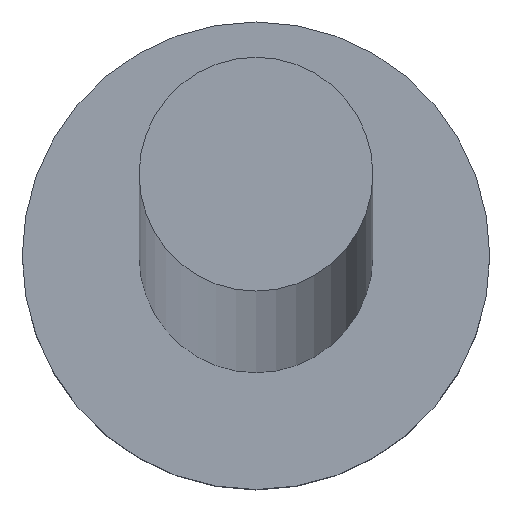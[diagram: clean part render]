
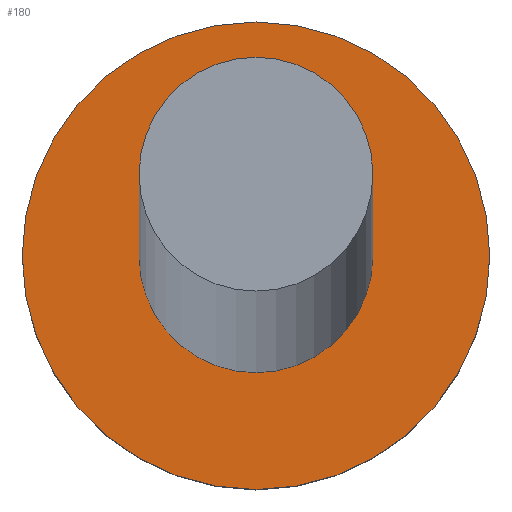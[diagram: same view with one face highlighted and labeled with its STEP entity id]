
A CAD part, top view. The second image highlights one B-rep face of the part: STEP entity #180.
In plain terms, the highlighted planar face has unit normal (0, 0, 1).
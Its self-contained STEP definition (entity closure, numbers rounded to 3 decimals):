
#6 = CARTESIAN_POINT ( 'NONE',  ( -1., 0., 2. ) ) ;
#7 = EDGE_LOOP ( 'NONE', ( #121, #231 ) ) ;
#11 = AXIS2_PLACEMENT_3D ( 'NONE', #57, #127, #241 ) ;
#20 = FACE_BOUND ( 'NONE', #7, .T. ) ;
#24 = DIRECTION ( 'NONE',  ( 0., 0., 1. ) ) ;
#25 = CARTESIAN_POINT ( 'NONE',  ( 0., 0., 2. ) ) ;
#27 = AXIS2_PLACEMENT_3D ( 'NONE', #25, #24, #181 ) ;
#32 = CIRCLE ( 'NONE', #175, 2. ) ;
#33 = DIRECTION ( 'NONE',  ( 0., 0., 1. ) ) ;
#34 = VERTEX_POINT ( 'NONE', #6 ) ;
#52 = ORIENTED_EDGE ( 'NONE', *, *, #197, .T. ) ;
#57 = CARTESIAN_POINT ( 'NONE',  ( 0., 0., 2. ) ) ;
#62 = DIRECTION ( 'NONE',  ( 0., 0., 1. ) ) ;
#65 = EDGE_CURVE ( 'NONE', #95, #182, #32, .T. ) ;
#67 = CIRCLE ( 'NONE', #27, 2. ) ;
#84 = CARTESIAN_POINT ( 'NONE',  ( 2., 0., 2. ) ) ;
#92 = CARTESIAN_POINT ( 'NONE',  ( -2., 0., 2. ) ) ;
#95 = VERTEX_POINT ( 'NONE', #92 ) ;
#103 = CARTESIAN_POINT ( 'NONE',  ( 0., 0., 2. ) ) ;
#104 = VERTEX_POINT ( 'NONE', #195 ) ;
#106 = ORIENTED_EDGE ( 'NONE', *, *, #65, .T. ) ;
#109 = PLANE ( 'NONE',  #11 ) ;
#121 = ORIENTED_EDGE ( 'NONE', *, *, #153, .F. ) ;
#127 = DIRECTION ( 'NONE',  ( 0., 0., 1. ) ) ;
#130 = CARTESIAN_POINT ( 'NONE',  ( 0., 0., 2. ) ) ;
#147 = FACE_OUTER_BOUND ( 'NONE', #161, .T. ) ;
#153 = EDGE_CURVE ( 'NONE', #34, #104, #254, .T. ) ;
#155 = AXIS2_PLACEMENT_3D ( 'NONE', #103, #221, #157 ) ;
#157 = DIRECTION ( 'NONE',  ( 1., 0., 0. ) ) ;
#161 = EDGE_LOOP ( 'NONE', ( #106, #52 ) ) ;
#175 = AXIS2_PLACEMENT_3D ( 'NONE', #130, #33, #253 ) ;
#176 = CIRCLE ( 'NONE', #155, 1. ) ;
#180 = ADVANCED_FACE ( 'NONE', ( #20, #147 ), #109, .T. ) ;
#181 = DIRECTION ( 'NONE',  ( 1., 0., 0. ) ) ;
#182 = VERTEX_POINT ( 'NONE', #84 ) ;
#195 = CARTESIAN_POINT ( 'NONE',  ( 1., 0., 2. ) ) ;
#197 = EDGE_CURVE ( 'NONE', #182, #95, #67, .T. ) ;
#215 = DIRECTION ( 'NONE',  ( 1., 0., 0. ) ) ;
#221 = DIRECTION ( 'NONE',  ( 0., 0., 1. ) ) ;
#231 = ORIENTED_EDGE ( 'NONE', *, *, #237, .F. ) ;
#237 = EDGE_CURVE ( 'NONE', #104, #34, #176, .T. ) ;
#241 = DIRECTION ( 'NONE',  ( 1., 0., 0. ) ) ;
#246 = AXIS2_PLACEMENT_3D ( 'NONE', #252, #62, #215 ) ;
#252 = CARTESIAN_POINT ( 'NONE',  ( 0., 0., 2. ) ) ;
#253 = DIRECTION ( 'NONE',  ( 1., 0., 0. ) ) ;
#254 = CIRCLE ( 'NONE', #246, 1. ) ;
